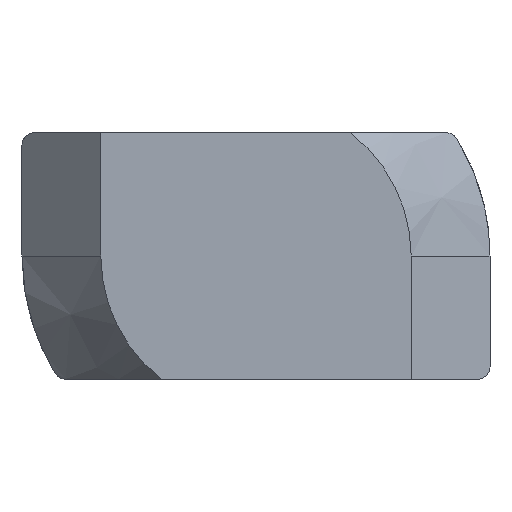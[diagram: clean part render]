
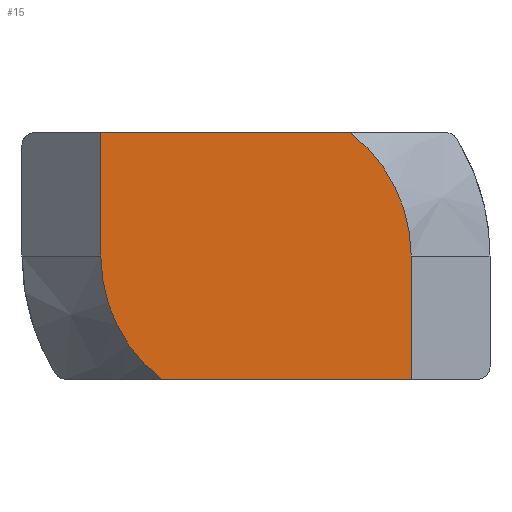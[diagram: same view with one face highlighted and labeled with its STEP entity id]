
A CAD part, front view. The second image highlights one B-rep face of the part: STEP entity #15.
In plain terms, the highlighted planar face has unit normal (0, -1, 0).
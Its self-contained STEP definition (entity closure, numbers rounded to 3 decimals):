
#15 = ADVANCED_FACE ( 'NONE', ( #896 ), #117, .F. ) ;
#17 = VERTEX_POINT ( 'NONE', #268 ) ;
#28 = AXIS2_PLACEMENT_3D ( 'NONE', #275, #281, #123 ) ;
#47 = CARTESIAN_POINT ( 'NONE',  ( -6.3, -4.35, 0. ) ) ;
#61 = LINE ( 'NONE', #216, #770 ) ;
#82 = VERTEX_POINT ( 'NONE', #365 ) ;
#91 = ORIENTED_EDGE ( 'NONE', *, *, #611, .T. ) ;
#96 = ORIENTED_EDGE ( 'NONE', *, *, #766, .F. ) ;
#101 = DIRECTION ( 'NONE',  ( 0., -1., 0. ) ) ;
#102 = VECTOR ( 'NONE', #304, 1000. ) ;
#117 = PLANE ( 'NONE',  #752 ) ;
#121 = CARTESIAN_POINT ( 'NONE',  ( -3.833, -4.35, -5. ) ) ;
#123 = DIRECTION ( 'NONE',  ( 0., 0., 1. ) ) ;
#174 = CARTESIAN_POINT ( 'NONE',  ( 6.3, -4.35, 5. ) ) ;
#176 = VECTOR ( 'NONE', #749, 1000. ) ;
#180 = DIRECTION ( 'NONE',  ( 0., 0., 1. ) ) ;
#194 = VECTOR ( 'NONE', #837, 1000. ) ;
#196 = EDGE_CURVE ( 'NONE', #769, #761, #813, .T. ) ;
#210 = ORIENTED_EDGE ( 'NONE', *, *, #820, .T. ) ;
#216 = CARTESIAN_POINT ( 'NONE',  ( 6.3, -4.35, -5. ) ) ;
#237 = LINE ( 'NONE', #819, #176 ) ;
#262 = ORIENTED_EDGE ( 'NONE', *, *, #558, .F. ) ;
#268 = CARTESIAN_POINT ( 'NONE',  ( -6.3, -4.35, 5. ) ) ;
#275 = CARTESIAN_POINT ( 'NONE',  ( 0., -4.35, 0. ) ) ;
#281 = DIRECTION ( 'NONE',  ( 0., 1., 0. ) ) ;
#304 = DIRECTION ( 'NONE',  ( 0., 0., -1. ) ) ;
#307 = ORIENTED_EDGE ( 'NONE', *, *, #681, .T. ) ;
#348 = VERTEX_POINT ( 'NONE', #121 ) ;
#349 = CARTESIAN_POINT ( 'NONE',  ( 6.3, -4.35, 0. ) ) ;
#362 = CIRCLE ( 'NONE', #677, 6.3 ) ;
#365 = CARTESIAN_POINT ( 'NONE',  ( 3.833, -4.35, 5. ) ) ;
#424 = VERTEX_POINT ( 'NONE', #47 ) ;
#463 = CARTESIAN_POINT ( 'NONE',  ( 0., -4.35, 0. ) ) ;
#489 = DIRECTION ( 'NONE',  ( 0., 1., 0. ) ) ;
#508 = DIRECTION ( 'NONE',  ( 1., 0., 0. ) ) ;
#545 = CARTESIAN_POINT ( 'NONE',  ( -6.3, -4.35, 5. ) ) ;
#551 = CARTESIAN_POINT ( 'NONE',  ( 6.3, -4.35, 5. ) ) ;
#558 = EDGE_CURVE ( 'NONE', #17, #82, #237, .T. ) ;
#611 = EDGE_CURVE ( 'NONE', #17, #424, #763, .T. ) ;
#651 = CIRCLE ( 'NONE', #28, 6.3 ) ;
#677 = AXIS2_PLACEMENT_3D ( 'NONE', #463, #101, #753 ) ;
#681 = EDGE_CURVE ( 'NONE', #424, #348, #362, .T. ) ;
#741 = EDGE_LOOP ( 'NONE', ( #91, #307, #210, #774, #96, #262 ) ) ;
#749 = DIRECTION ( 'NONE',  ( 1., 0., 0. ) ) ;
#752 = AXIS2_PLACEMENT_3D ( 'NONE', #551, #489, #180 ) ;
#753 = DIRECTION ( 'NONE',  ( 0., 0., 1. ) ) ;
#761 = VERTEX_POINT ( 'NONE', #771 ) ;
#763 = LINE ( 'NONE', #545, #194 ) ;
#766 = EDGE_CURVE ( 'NONE', #82, #769, #651, .T. ) ;
#769 = VERTEX_POINT ( 'NONE', #349 ) ;
#770 = VECTOR ( 'NONE', #508, 1000. ) ;
#771 = CARTESIAN_POINT ( 'NONE',  ( 6.3, -4.35, -5. ) ) ;
#774 = ORIENTED_EDGE ( 'NONE', *, *, #196, .F. ) ;
#813 = LINE ( 'NONE', #174, #102 ) ;
#819 = CARTESIAN_POINT ( 'NONE',  ( 6.3, -4.35, 5. ) ) ;
#820 = EDGE_CURVE ( 'NONE', #348, #761, #61, .T. ) ;
#837 = DIRECTION ( 'NONE',  ( 0., 0., -1. ) ) ;
#896 = FACE_OUTER_BOUND ( 'NONE', #741, .T. ) ;
